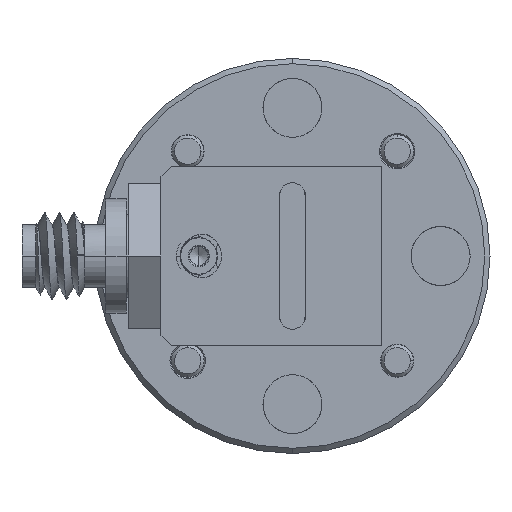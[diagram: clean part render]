
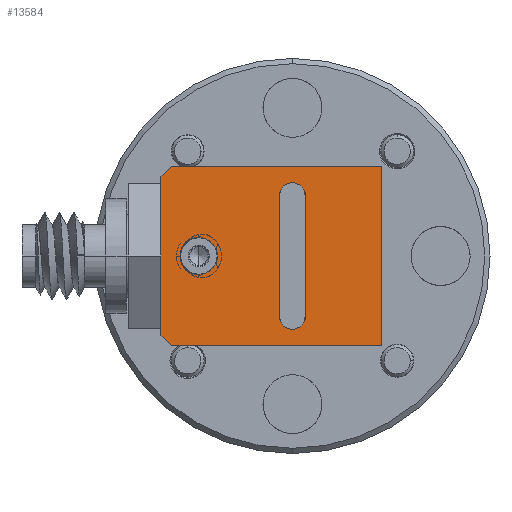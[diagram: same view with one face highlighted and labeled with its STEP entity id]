
A CAD part, left-side view. The second image highlights one B-rep face of the part: STEP entity #13584.
In plain terms, the highlighted planar face has unit normal (-1, 0, 0).
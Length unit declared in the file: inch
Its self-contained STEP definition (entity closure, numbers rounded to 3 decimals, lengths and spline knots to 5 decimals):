
#321 = CARTESIAN_POINT ( 'NONE',  ( -7.88847, 0.55133, 3.69982 ) ) ;
#433 = DIRECTION ( 'NONE',  ( 0., 0., 1. ) ) ;
#496 = AXIS2_PLACEMENT_3D ( 'NONE', #17939, #15447, #4941 ) ;
#863 = VERTEX_POINT ( 'NONE', #29755 ) ;
#1574 = DIRECTION ( 'NONE',  ( 0., 0., 1. ) ) ;
#1601 = VERTEX_POINT ( 'NONE', #30108 ) ;
#1723 = DIRECTION ( 'NONE',  ( 0., 1., 0. ) ) ;
#1756 = CARTESIAN_POINT ( 'NONE',  ( -7.88847, 0.60333, 3.52982 ) ) ;
#2594 = EDGE_LOOP ( 'NONE', ( #10291, #25301 ) ) ;
#3023 = CARTESIAN_POINT ( 'NONE',  ( -7.88847, 0.55133, 3.73482 ) ) ;
#3317 = VECTOR ( 'NONE', #31990, 39.37008 ) ;
#3436 = EDGE_CURVE ( 'NONE', #33500, #33428, #4404, .T. ) ;
#3485 = LINE ( 'NONE', #17399, #17342 ) ;
#3639 = CARTESIAN_POINT ( 'NONE',  ( -7.88847, 0.34883, 3.74982 ) ) ;
#3896 = VECTOR ( 'NONE', #11488, 39.37008 ) ;
#4404 = LINE ( 'NONE', #27427, #6035 ) ;
#4941 = DIRECTION ( 'NONE',  ( 0., 0., 1. ) ) ;
#5297 = EDGE_CURVE ( 'NONE', #16123, #10684, #23834, .T. ) ;
#5438 = EDGE_CURVE ( 'NONE', #10684, #28793, #28663, .T. ) ;
#5450 = CARTESIAN_POINT ( 'NONE',  ( -7.88847, 0.37383, 3.69982 ) ) ;
#5940 = ORIENTED_EDGE ( 'NONE', *, *, #13234, .T. ) ;
#5971 = CIRCLE ( 'NONE', #11778, 0.035 ) ;
#5994 = ORIENTED_EDGE ( 'NONE', *, *, #5438, .F. ) ;
#6035 = VECTOR ( 'NONE', #19990, 39.37008 ) ;
#6157 = ORIENTED_EDGE ( 'NONE', *, *, #3436, .T. ) ;
#6345 = ORIENTED_EDGE ( 'NONE', *, *, #25316, .T. ) ;
#6513 = VERTEX_POINT ( 'NONE', #27762 ) ;
#6636 = DIRECTION ( 'NONE',  ( 0., 0.707, -0.707 ) ) ;
#7283 = CARTESIAN_POINT ( 'NONE',  ( -7.88847, 0.37383, 3.58582 ) ) ;
#7494 = AXIS2_PLACEMENT_3D ( 'NONE', #17705, #22442, #14999 ) ;
#7551 = CARTESIAN_POINT ( 'NONE',  ( -7.88847, 0.54383, 3.86982 ) ) ;
#7570 = LINE ( 'NONE', #27174, #22976 ) ;
#7690 = CIRCLE ( 'NONE', #20700, 0.035 ) ;
#7804 = CIRCLE ( 'NONE', #25087, 0.025 ) ;
#8819 = EDGE_CURVE ( 'NONE', #1601, #14892, #27903, .T. ) ;
#9407 = CARTESIAN_POINT ( 'NONE',  ( -7.88847, 0.62333, 3.54982 ) ) ;
#9616 = ORIENTED_EDGE ( 'NONE', *, *, #20287, .F. ) ;
#9860 = EDGE_CURVE ( 'NONE', #6513, #1601, #13710, .T. ) ;
#10291 = ORIENTED_EDGE ( 'NONE', *, *, #16630, .F. ) ;
#10447 = CARTESIAN_POINT ( 'NONE',  ( -7.88847, 0.54383, 3.52982 ) ) ;
#10684 = VERTEX_POINT ( 'NONE', #16380 ) ;
#10817 = DIRECTION ( 'NONE',  ( 0., 0., 1. ) ) ;
#10860 = ORIENTED_EDGE ( 'NONE', *, *, #8819, .T. ) ;
#11395 = EDGE_LOOP ( 'NONE', ( #11931, #10860, #32738, #6157, #29606, #6345 ) ) ;
#11488 = DIRECTION ( 'NONE',  ( 0., 0., 1. ) ) ;
#11671 = LINE ( 'NONE', #26763, #3896 ) ;
#11778 = AXIS2_PLACEMENT_3D ( 'NONE', #321, #26324, #10817 ) ;
#11931 = ORIENTED_EDGE ( 'NONE', *, *, #9860, .T. ) ;
#12181 = DIRECTION ( 'NONE',  ( -1., 0., 0. ) ) ;
#12372 = ORIENTED_EDGE ( 'NONE', *, *, #29583, .T. ) ;
#12600 = EDGE_CURVE ( 'NONE', #33428, #14480, #30939, .T. ) ;
#12997 = CARTESIAN_POINT ( 'NONE',  ( -7.88847, 0.20383, 3.52982 ) ) ;
#13234 = EDGE_CURVE ( 'NONE', #16123, #15514, #14746, .T. ) ;
#13364 = CARTESIAN_POINT ( 'NONE',  ( -7.88847, 0.39883, 3.81382 ) ) ;
#13584 = ADVANCED_FACE ( 'NONE', ( #23596, #26459, #33343 ), #13656, .T. ) ;
#13656 = PLANE ( 'NONE',  #31204 ) ;
#13710 = LINE ( 'NONE', #7551, #30632 ) ;
#14480 = VERTEX_POINT ( 'NONE', #12997 ) ;
#14746 = LINE ( 'NONE', #3639, #3317 ) ;
#14892 = VERTEX_POINT ( 'NONE', #32655 ) ;
#14999 = DIRECTION ( 'NONE',  ( 0., 0., 1. ) ) ;
#15447 = DIRECTION ( 'NONE',  ( -1., 0., 0. ) ) ;
#15514 = VERTEX_POINT ( 'NONE', #23746 ) ;
#16123 = VERTEX_POINT ( 'NONE', #28814 ) ;
#16227 = ORIENTED_EDGE ( 'NONE', *, *, #5297, .F. ) ;
#16380 = CARTESIAN_POINT ( 'NONE',  ( -7.88847, 0.37383, 3.83882 ) ) ;
#16630 = EDGE_CURVE ( 'NONE', #33330, #29286, #7690, .T. ) ;
#17237 = VECTOR ( 'NONE', #23426, 39.37008 ) ;
#17342 = VECTOR ( 'NONE', #27880, 39.37008 ) ;
#17399 = CARTESIAN_POINT ( 'NONE',  ( -7.88847, 0.39883, 3.74982 ) ) ;
#17705 = CARTESIAN_POINT ( 'NONE',  ( -7.88847, 0.37383, 3.81382 ) ) ;
#17939 = CARTESIAN_POINT ( 'NONE',  ( -7.88847, 0.37383, 3.81382 ) ) ;
#17969 = DIRECTION ( 'NONE',  ( 0., 0., 1. ) ) ;
#17990 = CARTESIAN_POINT ( 'NONE',  ( -7.88847, 0.55133, 3.66482 ) ) ;
#19387 = DIRECTION ( 'NONE',  ( 0., 0., 1. ) ) ;
#19990 = DIRECTION ( 'NONE',  ( 0., -0.707, -0.707 ) ) ;
#20287 = EDGE_CURVE ( 'NONE', #863, #15514, #7804, .T. ) ;
#20700 = AXIS2_PLACEMENT_3D ( 'NONE', #30242, #12181, #1574 ) ;
#21232 = DIRECTION ( 'NONE',  ( -1., 0., 0. ) ) ;
#22442 = DIRECTION ( 'NONE',  ( -1., 0., 0. ) ) ;
#22976 = VECTOR ( 'NONE', #19387, 39.37008 ) ;
#23426 = DIRECTION ( 'NONE',  ( 0., -1., 0. ) ) ;
#23596 = FACE_BOUND ( 'NONE', #2594, .T. ) ;
#23746 = CARTESIAN_POINT ( 'NONE',  ( -7.88847, 0.34883, 3.58582 ) ) ;
#23834 = CIRCLE ( 'NONE', #7494, 0.025 ) ;
#24267 = EDGE_CURVE ( 'NONE', #29286, #33330, #5971, .T. ) ;
#24647 = VECTOR ( 'NONE', #6636, 39.37008 ) ;
#24765 = CARTESIAN_POINT ( 'NONE',  ( -7.88847, 0.57358, 3.89957 ) ) ;
#25019 = EDGE_CURVE ( 'NONE', #33500, #14892, #7570, .T. ) ;
#25087 = AXIS2_PLACEMENT_3D ( 'NONE', #7283, #30691, #17969 ) ;
#25301 = ORIENTED_EDGE ( 'NONE', *, *, #24267, .F. ) ;
#25316 = EDGE_CURVE ( 'NONE', #14480, #6513, #11671, .T. ) ;
#26324 = DIRECTION ( 'NONE',  ( -1., 0., 0. ) ) ;
#26459 = FACE_BOUND ( 'NONE', #28126, .T. ) ;
#26763 = CARTESIAN_POINT ( 'NONE',  ( -7.88847, 0.20383, 3.52982 ) ) ;
#27174 = CARTESIAN_POINT ( 'NONE',  ( -7.88847, 0.62333, 3.86982 ) ) ;
#27427 = CARTESIAN_POINT ( 'NONE',  ( -7.88847, 0.57358, 3.50007 ) ) ;
#27762 = CARTESIAN_POINT ( 'NONE',  ( -7.88847, 0.20383, 3.86982 ) ) ;
#27880 = DIRECTION ( 'NONE',  ( 0., 0., 1. ) ) ;
#27903 = LINE ( 'NONE', #24765, #24647 ) ;
#28126 = EDGE_LOOP ( 'NONE', ( #9616, #12372, #5994, #16227, #5940 ) ) ;
#28663 = CIRCLE ( 'NONE', #496, 0.025 ) ;
#28793 = VERTEX_POINT ( 'NONE', #13364 ) ;
#28814 = CARTESIAN_POINT ( 'NONE',  ( -7.88847, 0.34883, 3.81382 ) ) ;
#29286 = VERTEX_POINT ( 'NONE', #17990 ) ;
#29583 = EDGE_CURVE ( 'NONE', #863, #28793, #3485, .T. ) ;
#29606 = ORIENTED_EDGE ( 'NONE', *, *, #12600, .T. ) ;
#29755 = CARTESIAN_POINT ( 'NONE',  ( -7.88847, 0.39883, 3.58582 ) ) ;
#30108 = CARTESIAN_POINT ( 'NONE',  ( -7.88847, 0.60333, 3.86982 ) ) ;
#30242 = CARTESIAN_POINT ( 'NONE',  ( -7.88847, 0.55133, 3.69982 ) ) ;
#30632 = VECTOR ( 'NONE', #1723, 39.37008 ) ;
#30691 = DIRECTION ( 'NONE',  ( -1., 0., 0. ) ) ;
#30939 = LINE ( 'NONE', #10447, #17237 ) ;
#31204 = AXIS2_PLACEMENT_3D ( 'NONE', #5450, #21232, #433 ) ;
#31990 = DIRECTION ( 'NONE',  ( 0., 0., -1. ) ) ;
#32655 = CARTESIAN_POINT ( 'NONE',  ( -7.88847, 0.62333, 3.84982 ) ) ;
#32738 = ORIENTED_EDGE ( 'NONE', *, *, #25019, .F. ) ;
#33330 = VERTEX_POINT ( 'NONE', #3023 ) ;
#33343 = FACE_OUTER_BOUND ( 'NONE', #11395, .T. ) ;
#33428 = VERTEX_POINT ( 'NONE', #1756 ) ;
#33500 = VERTEX_POINT ( 'NONE', #9407 ) ;
